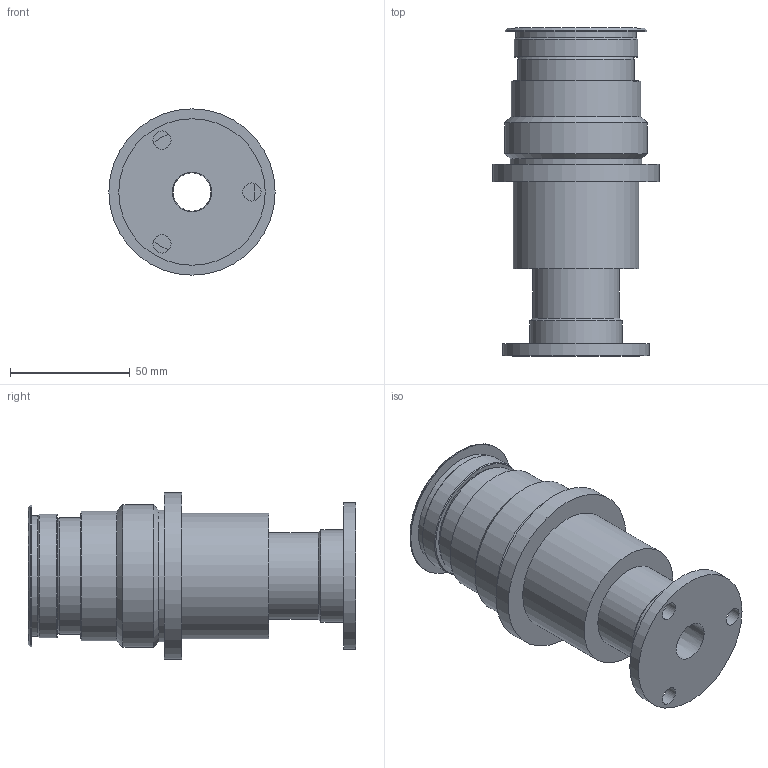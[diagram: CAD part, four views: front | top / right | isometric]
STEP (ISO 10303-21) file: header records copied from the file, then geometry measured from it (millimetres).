
FILE_DESCRIPTION(/* description */ ('','CAx-IF Rec.Pracs.---Representation and Presentation of Product Manufacturing Information (PMI)---4.0---2014-10-13'),/* implementation_level */ '2;1');
FILE_NAME(/* name */ '77879_orb.stp',/* time_stamp */ '2021-06-18T10:28:13+02:00',/* author */ ('guzb562'),/* organization */ (''),/* preprocessor_version */ 'ST-DEVELOPER v18.1',/* originating_system */ 'Autodesk Inventor 2021',/* authorisation */ '');
FILE_SCHEMA (('AP242_MANAGED_MODEL_BASED_3D_ENGINEERING_MIM_LF { 1 0 10303 442 1 1 4 }'));
Length unit declared in the file: millimetre
Products named in the file (1): 77879_orb
Bounding box: 69.33 x 136.69 x 69.33 mm (x, y, z)
Volume: 255155.6 mm3; surface area: 42624.1 mm2
Topology: 1 solids, 1 shells, 40 faces, 109 edges, 110 vertices
Faces by surface type: cylinder 19, plane 11, cone 10
Full cylindrical faces by diameter (mm): 5 x4, 7.6 x3, 36.229 x1, 38.518 x1, 48.407 x1, 50.127 x1, 51.591 x1, 52.253 x1, 53.953 x1, 54.894 x1, 59.024 x1, 59.53 x1, 61.057 x1, 69.333 x1
Entity records: 1342 total; most frequent: CARTESIAN_POINT 240, DIRECTION 237, ORIENTED_EDGE 144, AXIS2_PLACEMENT_3D 104, EDGE_CURVE 72, EDGE_LOOP 57, CIRCLE 50, VERTEX_POINT 43
